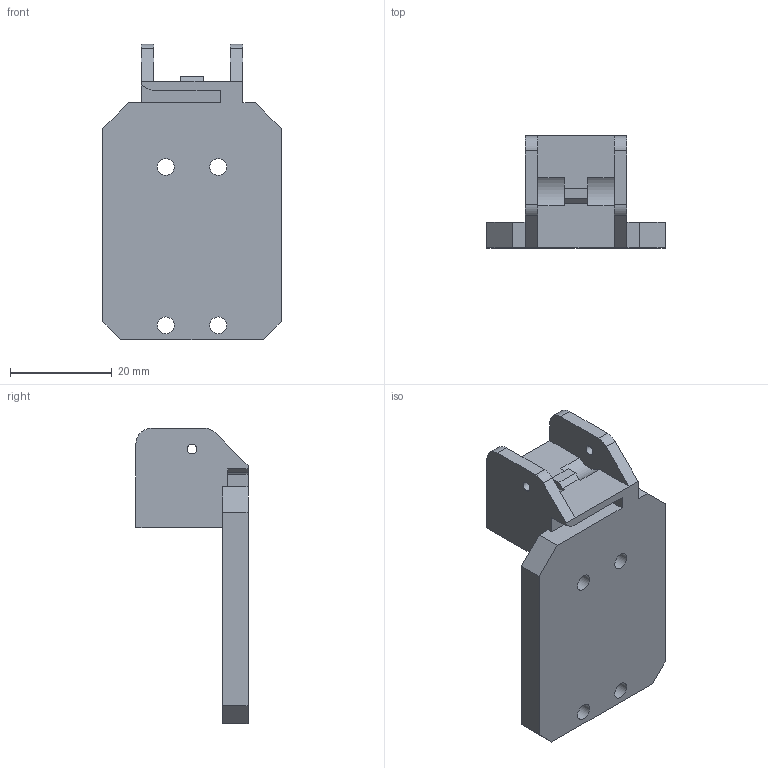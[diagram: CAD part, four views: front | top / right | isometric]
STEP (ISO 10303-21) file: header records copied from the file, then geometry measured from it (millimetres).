
FILE_DESCRIPTION(/* description */ (''),/* implementation_level */ '2;1');
FILE_NAME(/* name */ '33.1-rear-plate-screwless.step',/* time_stamp */ '2022-09-15T20:31:53-04:00',/* author */ (''),/* organization */ (''),/* preprocessor_version */ 'ST-DEVELOPER v19',/* originating_system */ 'Autodesk Translation Framework v11.7.0.108',/* authorisation */ '');
FILE_SCHEMA (('AUTOMOTIVE_DESIGN { 1 0 10303 214 3 1 1 }'));
Length unit declared in the file: millimetre
Products named in the file (1): 33.1-rear-plate-screwless
Bounding box: 35 x 22 x 57.97 mm (x, y, z)
Volume: 12801.4 mm3; surface area: 6131.9 mm2
Topology: 1 solids, 1 shells, 45 faces, 127 edges, 84 vertices
Faces by surface type: plane 32, cylinder 13
Full cylindrical faces by diameter (mm): 1.9 x2, 3.3 x4
Entity records: 1515 total; most frequent: CARTESIAN_POINT 257, ORIENTED_EDGE 254, DIRECTION 245, EDGE_CURVE 127, LINE 101, VECTOR 101, VERTEX_POINT 84, AXIS2_PLACEMENT_3D 72
